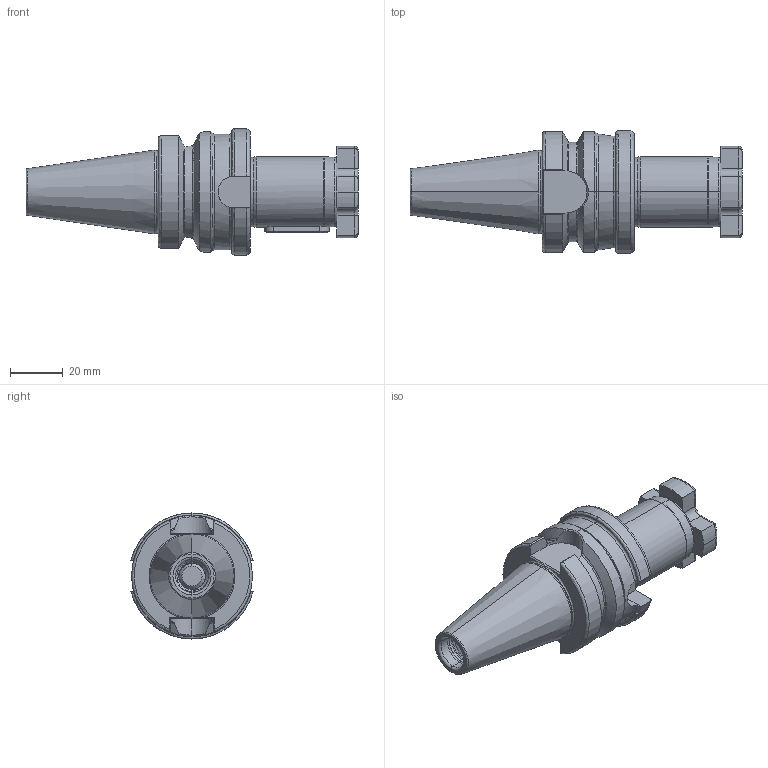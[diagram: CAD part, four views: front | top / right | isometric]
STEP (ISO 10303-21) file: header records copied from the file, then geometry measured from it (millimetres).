
FILE_DESCRIPTION (( 'STEP AP203' ), '1' );
FILE_NAME ('305.10.27.STEP', '2016-11-26T01:20:35', ( '' ), ( '' ), 'SwSTEP 2.0', 'SolidWorks 2012', '' );
FILE_SCHEMA (( 'CONFIG_CONTROL_DESIGN' ));
Length unit declared in the file: millimetre
Products named in the file (4): 305.10.27; SC27用鍵_7x7x25L; 十字螺絲FMB27
Assembly tree (3 placements, depth 2):
  305.10.27
    305.10.27
    十字螺絲FMB27
    SC27用鍵_7x7x25L
Bounding box: 126.4 x 46.48 x 48 mm (x, y, z)
Volume: 90871.4 mm3; surface area: 24891.5 mm2
Topology: 3 solids, 3 shells, 304 faces, 794 edges, 498 vertices
Faces by surface type: cylinder 140, plane 63, torus 49, cone 31, bspline 21
Entity records: 19457 total; most frequent: CARTESIAN_POINT 12302, ORIENTED_EDGE 1588, DIRECTION 1266, EDGE_CURVE 794, VERTEX_POINT 498, AXIS2_PLACEMENT_3D 496, EDGE_LOOP 310, ADVANCED_FACE 304
